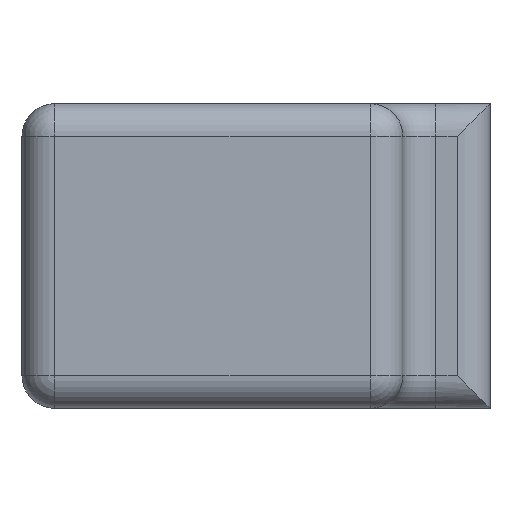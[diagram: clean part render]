
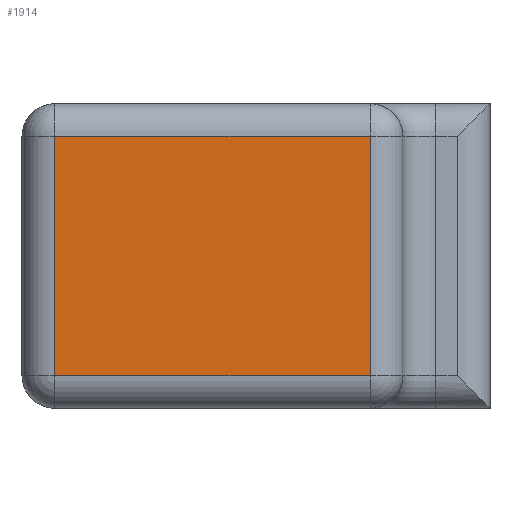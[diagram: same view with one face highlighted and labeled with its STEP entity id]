
A CAD part, front view. The second image highlights one B-rep face of the part: STEP entity #1914.
In plain terms, the highlighted planar face has unit normal (0, -1, 0).
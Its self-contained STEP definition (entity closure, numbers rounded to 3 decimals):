
#6 = DIRECTION ( 'NONE',  ( 0., 0., 1. ) ) ;
#91 = FACE_OUTER_BOUND ( 'NONE', #1212, .T. ) ;
#155 = CARTESIAN_POINT ( 'NONE',  ( 3., 0., 25. ) ) ;
#156 = ORIENTED_EDGE ( 'NONE', *, *, #1939, .T. ) ;
#389 = VECTOR ( 'NONE', #6, 1000. ) ;
#429 = DIRECTION ( 'NONE',  ( -1., 0., 0. ) ) ;
#446 = ORIENTED_EDGE ( 'NONE', *, *, #843, .T. ) ;
#450 = EDGE_CURVE ( 'NONE', #1930, #1909, #2012, .T. ) ;
#708 = VECTOR ( 'NONE', #1387, 1000. ) ;
#721 = CARTESIAN_POINT ( 'NONE',  ( 0., 0., 25. ) ) ;
#816 = LINE ( 'NONE', #1586, #389 ) ;
#843 = EDGE_CURVE ( 'NONE', #1737, #1807, #816, .T. ) ;
#875 = LINE ( 'NONE', #1558, #708 ) ;
#1007 = CARTESIAN_POINT ( 'NONE',  ( 32., 0., 3. ) ) ;
#1085 = CARTESIAN_POINT ( 'NONE',  ( 0., 0., 28. ) ) ;
#1212 = EDGE_LOOP ( 'NONE', ( #1911, #1512, #156, #446 ) ) ;
#1217 = LINE ( 'NONE', #721, #2005 ) ;
#1232 = DIRECTION ( 'NONE',  ( 0., 0., 1. ) ) ;
#1246 = CARTESIAN_POINT ( 'NONE',  ( 3., 0., 3. ) ) ;
#1279 = CARTESIAN_POINT ( 'NONE',  ( 3., 0., 28. ) ) ;
#1387 = DIRECTION ( 'NONE',  ( 1., 0., 0. ) ) ;
#1512 = ORIENTED_EDGE ( 'NONE', *, *, #450, .T. ) ;
#1558 = CARTESIAN_POINT ( 'NONE',  ( 35., 0., 3. ) ) ;
#1586 = CARTESIAN_POINT ( 'NONE',  ( 32., 0., 28. ) ) ;
#1609 = VECTOR ( 'NONE', #1765, 1000. ) ;
#1716 = DIRECTION ( 'NONE',  ( 0., 1., 0. ) ) ;
#1723 = AXIS2_PLACEMENT_3D ( 'NONE', #1085, #1716, #1232 ) ;
#1737 = VERTEX_POINT ( 'NONE', #1007 ) ;
#1765 = DIRECTION ( 'NONE',  ( 0., 0., -1. ) ) ;
#1807 = VERTEX_POINT ( 'NONE', #1819 ) ;
#1808 = EDGE_CURVE ( 'NONE', #1807, #1930, #1217, .T. ) ;
#1819 = CARTESIAN_POINT ( 'NONE',  ( 32., 0., 25. ) ) ;
#1861 = PLANE ( 'NONE',  #1723 ) ;
#1909 = VERTEX_POINT ( 'NONE', #1246 ) ;
#1911 = ORIENTED_EDGE ( 'NONE', *, *, #1808, .T. ) ;
#1914 = ADVANCED_FACE ( 'NONE', ( #91 ), #1861, .F. ) ;
#1930 = VERTEX_POINT ( 'NONE', #155 ) ;
#1939 = EDGE_CURVE ( 'NONE', #1909, #1737, #875, .T. ) ;
#2005 = VECTOR ( 'NONE', #429, 1000. ) ;
#2012 = LINE ( 'NONE', #1279, #1609 ) ;
